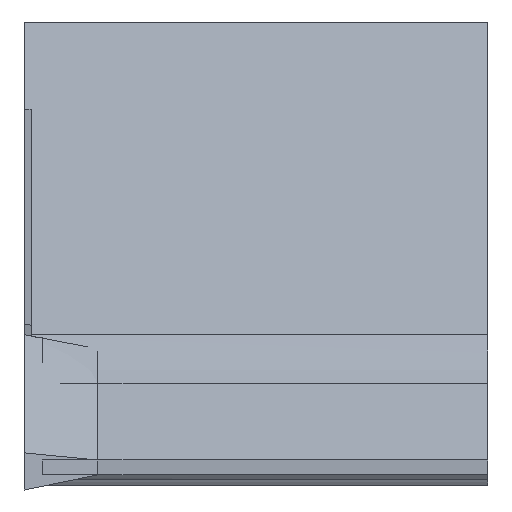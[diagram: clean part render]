
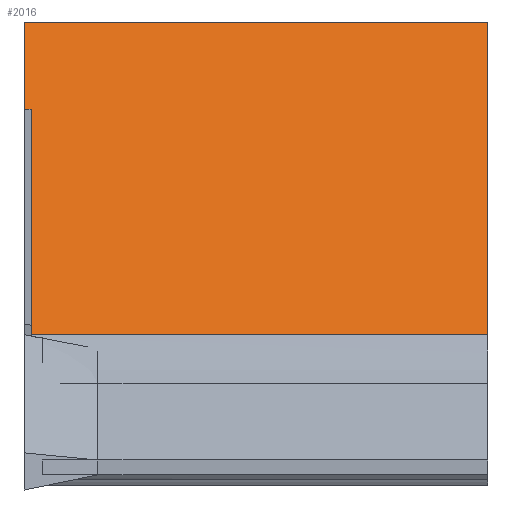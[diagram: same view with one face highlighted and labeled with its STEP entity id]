
A CAD part, left-side view. The second image highlights one B-rep face of the part: STEP entity #2016.
In plain terms, the highlighted planar face has unit normal (-0.616, 0, 0.788).
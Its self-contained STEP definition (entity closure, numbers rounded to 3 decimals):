
#22 = VERTEX_POINT ( 'NONE', #324 ) ;
#56 = VERTEX_POINT ( 'NONE', #74 ) ;
#74 = CARTESIAN_POINT ( 'NONE',  ( 19., 0., -23.776 ) ) ;
#118 = CARTESIAN_POINT ( 'NONE',  ( -0.669, -20., -39.143 ) ) ;
#324 = CARTESIAN_POINT ( 'NONE',  ( 6.557, -0.3, -33.498 ) ) ;
#352 = VERTEX_POINT ( 'NONE', #437 ) ;
#437 = CARTESIAN_POINT ( 'NONE',  ( 6.557, -20., -33.498 ) ) ;
#599 = AXIS2_PLACEMENT_3D ( 'NONE', #790, #782, #771 ) ;
#607 = DIRECTION ( 'NONE',  ( -0.788, 0., -0.616 ) ) ;
#771 = DIRECTION ( 'NONE',  ( 0.788, 0., 0.616 ) ) ;
#782 = DIRECTION ( 'NONE',  ( 0.616, 0., -0.788 ) ) ;
#790 = CARTESIAN_POINT ( 'NONE',  ( 62.232, 160.825, 10. ) ) ;
#801 = PLANE ( 'NONE',  #599 ) ;
#838 = CARTESIAN_POINT ( 'NONE',  ( 23.833, 0., -20. ) ) ;
#1101 = CARTESIAN_POINT ( 'NONE',  ( 23.833, -20., -20. ) ) ;
#1338 = DIRECTION ( 'NONE',  ( 0., 1., 0. ) ) ;
#1347 = CARTESIAN_POINT ( 'NONE',  ( 19., 160.825, -23.776 ) ) ;
#1365 = DIRECTION ( 'NONE',  ( -0.788, 0., -0.616 ) ) ;
#1449 = CARTESIAN_POINT ( 'NONE',  ( 62.232, -0.3, 10. ) ) ;
#1552 = CARTESIAN_POINT ( 'NONE',  ( 23.833, -20., -20. ) ) ;
#1685 = EDGE_CURVE ( 'NONE', #22, #352, #2334, .T. ) ;
#1690 = EDGE_CURVE ( 'NONE', #2179, #2323, #2330, .T. ) ;
#1705 = DIRECTION ( 'NONE',  ( 0., -1., 0. ) ) ;
#1715 = CARTESIAN_POINT ( 'NONE',  ( 6.557, 160.825, -33.498 ) ) ;
#1756 = EDGE_CURVE ( 'NONE', #2323, #352, #2208, .T. ) ;
#1796 = EDGE_CURVE ( 'NONE', #2179, #56, #2167, .T. ) ;
#1823 = FACE_OUTER_BOUND ( 'NONE', #2571, .T. ) ;
#1885 = EDGE_CURVE ( 'NONE', #2276, #22, #2025, .T. ) ;
#1890 = EDGE_CURVE ( 'NONE', #2276, #56, #1992, .T. ) ;
#1980 = VECTOR ( 'NONE', #1338, 1000. ) ;
#1989 = VECTOR ( 'NONE', #1365, 1000. ) ;
#1992 = LINE ( 'NONE', #1347, #1980 ) ;
#2016 = ADVANCED_FACE ( 'NONE', ( #1823 ), #801, .F. ) ;
#2025 = LINE ( 'NONE', #1449, #1989 ) ;
#2045 = DIRECTION ( 'NONE',  ( 0., -1., 0. ) ) ;
#2073 = ORIENTED_EDGE ( 'NONE', *, *, #1885, .T. ) ;
#2078 = ORIENTED_EDGE ( 'NONE', *, *, #1685, .T. ) ;
#2082 = ORIENTED_EDGE ( 'NONE', *, *, #1756, .F. ) ;
#2094 = ORIENTED_EDGE ( 'NONE', *, *, #1690, .F. ) ;
#2098 = ORIENTED_EDGE ( 'NONE', *, *, #1796, .T. ) ;
#2105 = ORIENTED_EDGE ( 'NONE', *, *, #1890, .F. ) ;
#2122 = VECTOR ( 'NONE', #2332, 1000. ) ;
#2167 = LINE ( 'NONE', #2271, #2122 ) ;
#2179 = VERTEX_POINT ( 'NONE', #838 ) ;
#2194 = VECTOR ( 'NONE', #607, 1000. ) ;
#2208 = LINE ( 'NONE', #118, #2194 ) ;
#2271 = CARTESIAN_POINT ( 'NONE',  ( -0.669, 0., -39.143 ) ) ;
#2276 = VERTEX_POINT ( 'NONE', #2593 ) ;
#2322 = VECTOR ( 'NONE', #1705, 1000. ) ;
#2323 = VERTEX_POINT ( 'NONE', #1101 ) ;
#2330 = LINE ( 'NONE', #1552, #2344 ) ;
#2332 = DIRECTION ( 'NONE',  ( -0.788, 0., -0.616 ) ) ;
#2334 = LINE ( 'NONE', #1715, #2322 ) ;
#2344 = VECTOR ( 'NONE', #2045, 1000. ) ;
#2571 = EDGE_LOOP ( 'NONE', ( #2073, #2078, #2082, #2094, #2098, #2105 ) ) ;
#2593 = CARTESIAN_POINT ( 'NONE',  ( 19., -0.3, -23.776 ) ) ;
